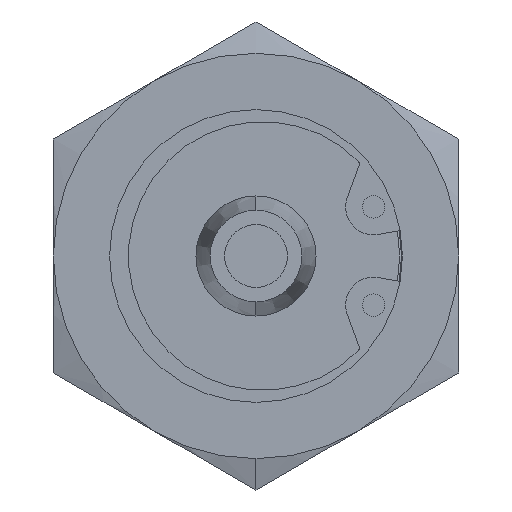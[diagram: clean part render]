
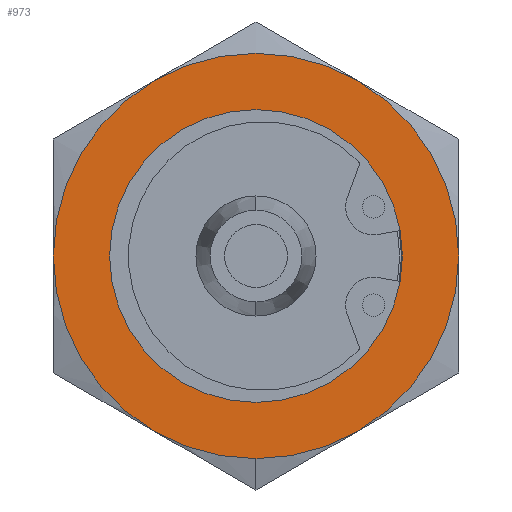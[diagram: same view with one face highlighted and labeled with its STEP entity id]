
A CAD part, left-side view. The second image highlights one B-rep face of the part: STEP entity #973.
In plain terms, the highlighted planar face has unit normal (-1, 0, 0).
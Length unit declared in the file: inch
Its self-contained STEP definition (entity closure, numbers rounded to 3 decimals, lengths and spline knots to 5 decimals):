
#286 = DIRECTION ( 'NONE',  ( -1., 0., 0. ) ) ;
#302 = EDGE_CURVE ( 'NONE', #2227, #5564, #4453, .T. ) ;
#364 = AXIS2_PLACEMENT_3D ( 'NONE', #2473, #286, #1998 ) ;
#368 = VERTEX_POINT ( 'NONE', #945 ) ;
#623 = ORIENTED_EDGE ( 'NONE', *, *, #1629, .F. ) ;
#659 = AXIS2_PLACEMENT_3D ( 'NONE', #3252, #3711, #2786 ) ;
#674 = CIRCLE ( 'NONE', #4284, 0.40625 ) ;
#692 = CARTESIAN_POINT ( 'NONE',  ( -0.226, 0., 0. ) ) ;
#769 = CARTESIAN_POINT ( 'NONE',  ( -0.226, 0., 0. ) ) ;
#791 = DIRECTION ( 'NONE',  ( 0., 0., 1. ) ) ;
#892 = EDGE_CURVE ( 'NONE', #2427, #2915, #3201, .T. ) ;
#919 = VERTEX_POINT ( 'NONE', #4506 ) ;
#941 = EDGE_CURVE ( 'NONE', #4262, #1413, #3462, .T. ) ;
#945 = CARTESIAN_POINT ( 'NONE',  ( -0.226, 0.5625, 0. ) ) ;
#973 = ADVANCED_FACE ( 'NONE', ( #3839, #4183 ), #5551, .F. ) ;
#1000 = CARTESIAN_POINT ( 'NONE',  ( -0.226, 0., -0.40625 ) ) ;
#1079 = DIRECTION ( 'NONE',  ( -1., 0., 0. ) ) ;
#1161 = DIRECTION ( 'NONE',  ( 0., 0., -1. ) ) ;
#1195 = DIRECTION ( 'NONE',  ( -1., 0., 0. ) ) ;
#1217 = DIRECTION ( 'NONE',  ( -1., 0., 0. ) ) ;
#1248 = DIRECTION ( 'NONE',  ( 0., 0., 1. ) ) ;
#1361 = CIRCLE ( 'NONE', #4530, 0.5625 ) ;
#1377 = ORIENTED_EDGE ( 'NONE', *, *, #2044, .T. ) ;
#1413 = VERTEX_POINT ( 'NONE', #2485 ) ;
#1510 = DIRECTION ( 'NONE',  ( 0., 0., 1. ) ) ;
#1537 = ORIENTED_EDGE ( 'NONE', *, *, #892, .T. ) ;
#1629 = EDGE_CURVE ( 'NONE', #5280, #919, #674, .T. ) ;
#1772 = CARTESIAN_POINT ( 'NONE',  ( -0.226, 0.28125, 0.48714 ) ) ;
#1797 = CARTESIAN_POINT ( 'NONE',  ( -0.226, 0., 0. ) ) ;
#1865 = EDGE_LOOP ( 'NONE', ( #5002, #4340, #1537, #1377, #3473, #3166, #4985 ) ) ;
#1952 = CIRCLE ( 'NONE', #2667, 0.5625 ) ;
#1998 = DIRECTION ( 'NONE',  ( 0., 0., 1. ) ) ;
#2014 = DIRECTION ( 'NONE',  ( 1., 0., 0. ) ) ;
#2044 = EDGE_CURVE ( 'NONE', #2915, #4262, #1952, .T. ) ;
#2151 = DIRECTION ( 'NONE',  ( 0., 0., 1. ) ) ;
#2227 = VERTEX_POINT ( 'NONE', #5270 ) ;
#2372 = CIRCLE ( 'NONE', #3203, 0.5625 ) ;
#2424 = DIRECTION ( 'NONE',  ( -1., 0., 0. ) ) ;
#2427 = VERTEX_POINT ( 'NONE', #4997 ) ;
#2473 = CARTESIAN_POINT ( 'NONE',  ( -0.226, 0., 0. ) ) ;
#2480 = CARTESIAN_POINT ( 'NONE',  ( -0.226, -0.28125, -0.48714 ) ) ;
#2485 = CARTESIAN_POINT ( 'NONE',  ( -0.226, -0.5625, 0. ) ) ;
#2667 = AXIS2_PLACEMENT_3D ( 'NONE', #3376, #1195, #791 ) ;
#2786 = DIRECTION ( 'NONE',  ( 0., 0., 1. ) ) ;
#2827 = CIRCLE ( 'NONE', #364, 0.5625 ) ;
#2915 = VERTEX_POINT ( 'NONE', #3526 ) ;
#2918 = CIRCLE ( 'NONE', #2999, 0.40625 ) ;
#2999 = AXIS2_PLACEMENT_3D ( 'NONE', #1797, #2424, #4128 ) ;
#3148 = EDGE_CURVE ( 'NONE', #5564, #368, #2372, .T. ) ;
#3166 = ORIENTED_EDGE ( 'NONE', *, *, #3984, .T. ) ;
#3197 = AXIS2_PLACEMENT_3D ( 'NONE', #5475, #2014, #1161 ) ;
#3201 = CIRCLE ( 'NONE', #659, 0.5625 ) ;
#3203 = AXIS2_PLACEMENT_3D ( 'NONE', #5463, #4197, #1248 ) ;
#3252 = CARTESIAN_POINT ( 'NONE',  ( -0.226, 0., 0. ) ) ;
#3376 = CARTESIAN_POINT ( 'NONE',  ( -0.226, 0., 0. ) ) ;
#3462 = CIRCLE ( 'NONE', #5172, 0.5625 ) ;
#3473 = ORIENTED_EDGE ( 'NONE', *, *, #941, .T. ) ;
#3526 = CARTESIAN_POINT ( 'NONE',  ( -0.226, 0., -0.5625 ) ) ;
#3658 = CARTESIAN_POINT ( 'NONE',  ( -0.226, 0., 0. ) ) ;
#3711 = DIRECTION ( 'NONE',  ( -1., 0., 0. ) ) ;
#3839 = FACE_BOUND ( 'NONE', #4022, .T. ) ;
#3863 = DIRECTION ( 'NONE',  ( -1., 0., 0. ) ) ;
#3984 = EDGE_CURVE ( 'NONE', #1413, #2227, #1361, .T. ) ;
#4022 = EDGE_LOOP ( 'NONE', ( #5134, #623 ) ) ;
#4128 = DIRECTION ( 'NONE',  ( 0., 0., 1. ) ) ;
#4183 = FACE_OUTER_BOUND ( 'NONE', #1865, .T. ) ;
#4197 = DIRECTION ( 'NONE',  ( -1., 0., 0. ) ) ;
#4262 = VERTEX_POINT ( 'NONE', #2480 ) ;
#4284 = AXIS2_PLACEMENT_3D ( 'NONE', #692, #1217, #2151 ) ;
#4340 = ORIENTED_EDGE ( 'NONE', *, *, #5393, .T. ) ;
#4453 = CIRCLE ( 'NONE', #5264, 0.5625 ) ;
#4506 = CARTESIAN_POINT ( 'NONE',  ( -0.226, 0., 0.40625 ) ) ;
#4530 = AXIS2_PLACEMENT_3D ( 'NONE', #5059, #3863, #5424 ) ;
#4679 = DIRECTION ( 'NONE',  ( -1., 0., 0. ) ) ;
#4985 = ORIENTED_EDGE ( 'NONE', *, *, #302, .T. ) ;
#4997 = CARTESIAN_POINT ( 'NONE',  ( -0.226, 0.28125, -0.48714 ) ) ;
#5002 = ORIENTED_EDGE ( 'NONE', *, *, #3148, .T. ) ;
#5059 = CARTESIAN_POINT ( 'NONE',  ( -0.226, 0., 0. ) ) ;
#5134 = ORIENTED_EDGE ( 'NONE', *, *, #5581, .F. ) ;
#5172 = AXIS2_PLACEMENT_3D ( 'NONE', #3658, #1079, #1510 ) ;
#5264 = AXIS2_PLACEMENT_3D ( 'NONE', #769, #4679, #5512 ) ;
#5270 = CARTESIAN_POINT ( 'NONE',  ( -0.226, -0.28125, 0.48714 ) ) ;
#5280 = VERTEX_POINT ( 'NONE', #1000 ) ;
#5393 = EDGE_CURVE ( 'NONE', #368, #2427, #2827, .T. ) ;
#5424 = DIRECTION ( 'NONE',  ( 0., 0., 1. ) ) ;
#5463 = CARTESIAN_POINT ( 'NONE',  ( -0.226, 0., 0. ) ) ;
#5475 = CARTESIAN_POINT ( 'NONE',  ( -0.226, 0.40625, 0. ) ) ;
#5512 = DIRECTION ( 'NONE',  ( 0., 0., 1. ) ) ;
#5551 = PLANE ( 'NONE',  #3197 ) ;
#5564 = VERTEX_POINT ( 'NONE', #1772 ) ;
#5581 = EDGE_CURVE ( 'NONE', #919, #5280, #2918, .T. ) ;
